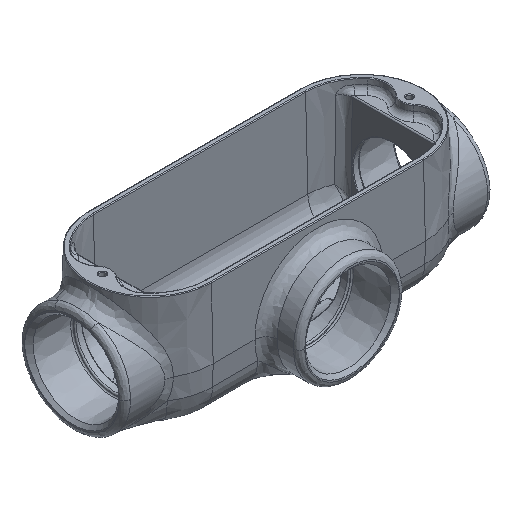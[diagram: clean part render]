
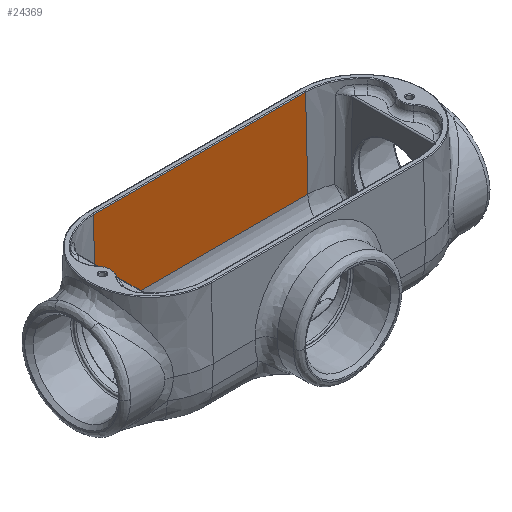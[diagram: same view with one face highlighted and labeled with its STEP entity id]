
A CAD part, isometric view. The second image highlights one B-rep face of the part: STEP entity #24369.
In plain terms, the highlighted planar face has unit normal (0, -1, 0.026).
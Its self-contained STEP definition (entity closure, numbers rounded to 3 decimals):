
#2747=FACE_OUTER_BOUND('',#4169,.T.);
#4169=EDGE_LOOP('',(#18665,#18666,#18667,#18668));
#5901=LINE('',#38485,#8171);
#5913=LINE('',#38774,#8183);
#5938=LINE('',#41387,#8208);
#5939=LINE('',#41400,#8209);
#8171=VECTOR('',#28271,0.394);
#8183=VECTOR('',#28383,0.394);
#8208=VECTOR('',#28614,0.394);
#8209=VECTOR('',#28621,0.394);
#10581=VERTEX_POINT('',#38477);
#10583=VERTEX_POINT('',#38483);
#10616=VERTEX_POINT('',#38769);
#10698=VERTEX_POINT('',#41386);
#13426=EDGE_CURVE('',#10583,#10581,#5901,.T.);
#13475=EDGE_CURVE('',#10616,#10583,#5913,.T.);
#13626=EDGE_CURVE('',#10581,#10698,#5938,.T.);
#13629=EDGE_CURVE('',#10616,#10698,#5939,.T.);
#18665=ORIENTED_EDGE('',*,*,#13475,.F.);
#18666=ORIENTED_EDGE('',*,*,#13629,.T.);
#18667=ORIENTED_EDGE('',*,*,#13626,.F.);
#18668=ORIENTED_EDGE('',*,*,#13426,.F.);
#23382=PLANE('',#25895);
#24369=ADVANCED_FACE('',(#2747),#23382,.F.);
#25895=AXIS2_PLACEMENT_3D('',#41399,#28619,#28620);
#28271=DIRECTION('',(0.,-0.026,-1.));
#28383=DIRECTION('',(1.,0.,0.));
#28614=DIRECTION('',(-1.,0.,0.));
#28619=DIRECTION('center_axis',(0.,1.,
-0.026));
#28620=DIRECTION('ref_axis',(1.,0.,0.));
#28621=DIRECTION('',(0.,-0.026,-1.));
#38477=CARTESIAN_POINT('',(4.75,2.428,-3.94));
#38483=CARTESIAN_POINT('',(4.75,2.53,-0.03));
#38485=CARTESIAN_POINT('',(4.75,2.531,0.));
#38769=CARTESIAN_POINT('',(-4.75,2.53,-0.03));
#38774=CARTESIAN_POINT('',(5.899,2.53,-0.03));
#41386=CARTESIAN_POINT('',(-4.75,2.428,-3.94));
#41387=CARTESIAN_POINT('',(2.375,2.428,-3.94));
#41399=CARTESIAN_POINT('Origin',(4.75,2.531,0.));
#41400=CARTESIAN_POINT('',(-4.75,2.449,-3.125));
